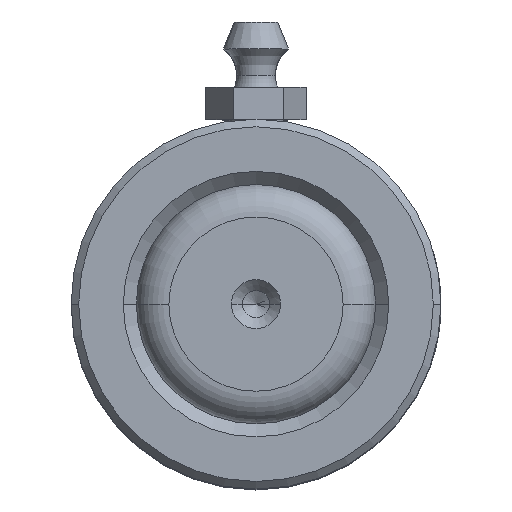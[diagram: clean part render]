
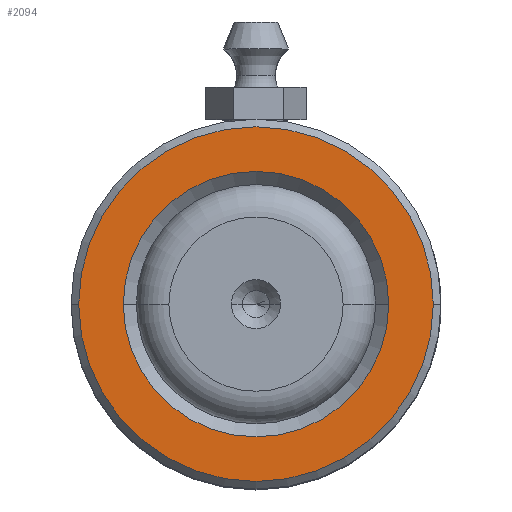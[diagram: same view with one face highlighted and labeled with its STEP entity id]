
A CAD part, top view. The second image highlights one B-rep face of the part: STEP entity #2094.
In plain terms, the highlighted planar face has unit normal (0, 0, 1).
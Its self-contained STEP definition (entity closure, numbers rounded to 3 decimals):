
#180 = AXIS2_PLACEMENT_3D ( 'NONE', #3231, #3888, #1983 ) ;
#227 = DIRECTION ( 'NONE',  ( 1., 0., 0. ) ) ;
#609 = DIRECTION ( 'NONE',  ( 0., 0., 1. ) ) ;
#1073 = FACE_OUTER_BOUND ( 'NONE', #3362, .T. ) ;
#1256 = CIRCLE ( 'NONE', #3760, 12.2 ) ;
#1446 = DIRECTION ( 'NONE',  ( 0., 0., 1. ) ) ;
#1461 = EDGE_CURVE ( 'NONE', #7338, #5580, #6117, .T. ) ;
#1463 = AXIS2_PLACEMENT_3D ( 'NONE', #2590, #7132, #7105 ) ;
#1840 = CARTESIAN_POINT ( 'NONE',  ( -16.3, 0., 50. ) ) ;
#1898 = DIRECTION ( 'NONE',  ( 1., 0., 0. ) ) ;
#1983 = DIRECTION ( 'NONE',  ( 1., 0., 0. ) ) ;
#2016 = DIRECTION ( 'NONE',  ( 1., 0., 0. ) ) ;
#2094 = ADVANCED_FACE ( 'NONE', ( #1073, #5056 ), #3773, .T. ) ;
#2590 = CARTESIAN_POINT ( 'NONE',  ( 0., 0., 50. ) ) ;
#2682 = VERTEX_POINT ( 'NONE', #6254 ) ;
#2771 = EDGE_CURVE ( 'NONE', #2985, #2682, #7546, .T. ) ;
#2784 = EDGE_CURVE ( 'NONE', #5580, #7338, #5228, .T. ) ;
#2878 = ORIENTED_EDGE ( 'NONE', *, *, #2771, .T. ) ;
#2917 = AXIS2_PLACEMENT_3D ( 'NONE', #7294, #1446, #227 ) ;
#2985 = VERTEX_POINT ( 'NONE', #2987 ) ;
#2987 = CARTESIAN_POINT ( 'NONE',  ( 12.2, 0., 50. ) ) ;
#3231 = CARTESIAN_POINT ( 'NONE',  ( 0., 0., 50. ) ) ;
#3362 = EDGE_LOOP ( 'NONE', ( #4306, #4880 ) ) ;
#3760 = AXIS2_PLACEMENT_3D ( 'NONE', #4643, #5880, #2016 ) ;
#3773 = PLANE ( 'NONE',  #5830 ) ;
#3888 = DIRECTION ( 'NONE',  ( 0., 0., -1. ) ) ;
#4306 = ORIENTED_EDGE ( 'NONE', *, *, #2784, .T. ) ;
#4447 = CARTESIAN_POINT ( 'NONE',  ( 0., 0., 50. ) ) ;
#4643 = CARTESIAN_POINT ( 'NONE',  ( 0., 0., 50. ) ) ;
#4880 = ORIENTED_EDGE ( 'NONE', *, *, #1461, .T. ) ;
#5042 = CARTESIAN_POINT ( 'NONE',  ( 16.3, 0., 50. ) ) ;
#5056 = FACE_BOUND ( 'NONE', #7891, .T. ) ;
#5228 = CIRCLE ( 'NONE', #1463, 16.3 ) ;
#5379 = ORIENTED_EDGE ( 'NONE', *, *, #7421, .T. ) ;
#5580 = VERTEX_POINT ( 'NONE', #1840 ) ;
#5830 = AXIS2_PLACEMENT_3D ( 'NONE', #4447, #609, #1898 ) ;
#5880 = DIRECTION ( 'NONE',  ( 0., 0., -1. ) ) ;
#6117 = CIRCLE ( 'NONE', #2917, 16.3 ) ;
#6254 = CARTESIAN_POINT ( 'NONE',  ( -12.2, 0., 50. ) ) ;
#7105 = DIRECTION ( 'NONE',  ( 1., 0., 0. ) ) ;
#7132 = DIRECTION ( 'NONE',  ( 0., 0., 1. ) ) ;
#7294 = CARTESIAN_POINT ( 'NONE',  ( 0., 0., 50. ) ) ;
#7338 = VERTEX_POINT ( 'NONE', #5042 ) ;
#7421 = EDGE_CURVE ( 'NONE', #2682, #2985, #1256, .T. ) ;
#7546 = CIRCLE ( 'NONE', #180, 12.2 ) ;
#7891 = EDGE_LOOP ( 'NONE', ( #2878, #5379 ) ) ;
